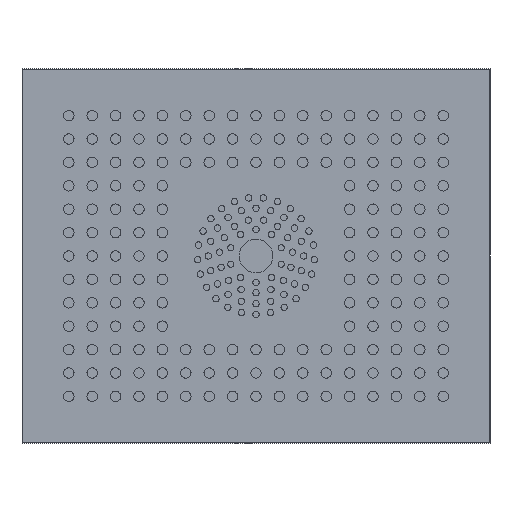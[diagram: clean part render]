
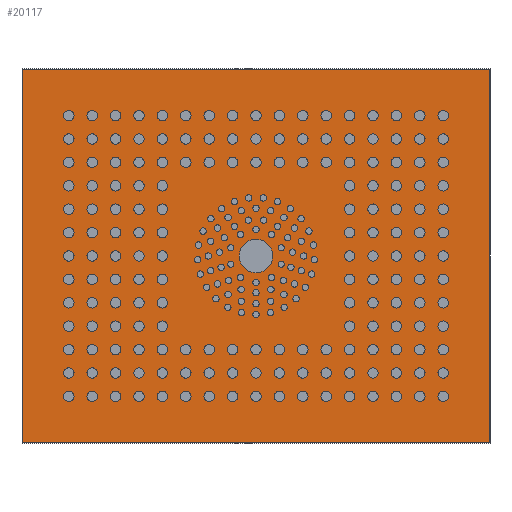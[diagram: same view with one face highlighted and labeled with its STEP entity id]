
A CAD part, front view. The second image highlights one B-rep face of the part: STEP entity #20117.
In plain terms, the highlighted planar face has unit normal (0, -1, 0).
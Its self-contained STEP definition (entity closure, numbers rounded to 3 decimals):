
#64 = AXIS2_PLACEMENT_3D ( 'NONE', #18698, #7902, #7801 ) ;
#732 = VERTEX_POINT ( 'NONE', #6469 ) ;
#1115 = VERTEX_POINT ( 'NONE', #3330 ) ;
#1144 = VERTEX_POINT ( 'NONE', #18989 ) ;
#1543 = ORIENTED_EDGE ( 'NONE', *, *, #8484, .F. ) ;
#2002 = CARTESIAN_POINT ( 'NONE',  ( 149.729, 0., -120. ) ) ;
#2110 = FACE_BOUND ( 'NONE', #3577, .T. ) ;
#2623 = ORIENTED_EDGE ( 'NONE', *, *, #4485, .F. ) ;
#2672 = DIRECTION ( 'NONE',  ( 0., 0., 1. ) ) ;
#3330 = CARTESIAN_POINT ( 'NONE',  ( -149.729, 0., -119.729 ) ) ;
#3550 = DIRECTION ( 'NONE',  ( 0., 1., 0. ) ) ;
#3577 = EDGE_LOOP ( 'NONE', ( #5743, #16681 ) ) ;
#4309 = CARTESIAN_POINT ( 'NONE',  ( -150., 0., -119.729 ) ) ;
#4485 = EDGE_CURVE ( 'NONE', #1115, #12199, #10204, .T. ) ;
#5346 = CIRCLE ( 'NONE', #64, 10.75 ) ;
#5743 = ORIENTED_EDGE ( 'NONE', *, *, #8301, .T. ) ;
#6217 = CARTESIAN_POINT ( 'NONE',  ( 0., 0., 0. ) ) ;
#6291 = VERTEX_POINT ( 'NONE', #7777 ) ;
#6469 = CARTESIAN_POINT ( 'NONE',  ( 149.729, 0., -119.729 ) ) ;
#6758 = FACE_OUTER_BOUND ( 'NONE', #8701, .T. ) ;
#6884 = CARTESIAN_POINT ( 'NONE',  ( -149.729, 0., -120. ) ) ;
#6906 = DIRECTION ( 'NONE',  ( 0., 1., 0. ) ) ;
#6919 = VERTEX_POINT ( 'NONE', #11385 ) ;
#7438 = CIRCLE ( 'NONE', #16059, 10.75 ) ;
#7631 = VECTOR ( 'NONE', #12892, 1000. ) ;
#7669 = VECTOR ( 'NONE', #19663, 1000. ) ;
#7777 = CARTESIAN_POINT ( 'NONE',  ( 149.729, 0., 119.729 ) ) ;
#7801 = DIRECTION ( 'NONE',  ( 0., 0., 1. ) ) ;
#7902 = DIRECTION ( 'NONE',  ( 0., 1., 0. ) ) ;
#8301 = EDGE_CURVE ( 'NONE', #6919, #1144, #5346, .T. ) ;
#8484 = EDGE_CURVE ( 'NONE', #6291, #732, #11628, .T. ) ;
#8659 = VECTOR ( 'NONE', #11857, 1000. ) ;
#8701 = EDGE_LOOP ( 'NONE', ( #2623, #19681, #1543, #11269 ) ) ;
#8771 = CARTESIAN_POINT ( 'NONE',  ( -149.729, 0., 119.729 ) ) ;
#9867 = PLANE ( 'NONE',  #11617 ) ;
#10116 = LINE ( 'NONE', #10215, #11163 ) ;
#10204 = LINE ( 'NONE', #6884, #8659 ) ;
#10215 = CARTESIAN_POINT ( 'NONE',  ( -150., 0., 119.729 ) ) ;
#11163 = VECTOR ( 'NONE', #11672, 1000. ) ;
#11218 = EDGE_CURVE ( 'NONE', #12199, #6291, #10116, .T. ) ;
#11269 = ORIENTED_EDGE ( 'NONE', *, *, #11218, .F. ) ;
#11385 = CARTESIAN_POINT ( 'NONE',  ( 0., 0., -10.75 ) ) ;
#11617 = AXIS2_PLACEMENT_3D ( 'NONE', #14746, #3550, #2672 ) ;
#11628 = LINE ( 'NONE', #2002, #7631 ) ;
#11672 = DIRECTION ( 'NONE',  ( 1., 0., 0. ) ) ;
#11857 = DIRECTION ( 'NONE',  ( 0., 0., 1. ) ) ;
#12199 = VERTEX_POINT ( 'NONE', #8771 ) ;
#12892 = DIRECTION ( 'NONE',  ( 0., 0., -1. ) ) ;
#13297 = EDGE_CURVE ( 'NONE', #1144, #6919, #7438, .T. ) ;
#14746 = CARTESIAN_POINT ( 'NONE',  ( 0., 0., 0. ) ) ;
#16059 = AXIS2_PLACEMENT_3D ( 'NONE', #6217, #6906, #18003 ) ;
#16283 = EDGE_CURVE ( 'NONE', #732, #1115, #16853, .T. ) ;
#16681 = ORIENTED_EDGE ( 'NONE', *, *, #13297, .T. ) ;
#16853 = LINE ( 'NONE', #4309, #7669 ) ;
#18003 = DIRECTION ( 'NONE',  ( 0., 0., 1. ) ) ;
#18698 = CARTESIAN_POINT ( 'NONE',  ( 0., 0., 0. ) ) ;
#18989 = CARTESIAN_POINT ( 'NONE',  ( 0., 0., 10.75 ) ) ;
#19663 = DIRECTION ( 'NONE',  ( -1., 0., 0. ) ) ;
#19681 = ORIENTED_EDGE ( 'NONE', *, *, #16283, .F. ) ;
#20117 = ADVANCED_FACE ( 'NONE', ( #2110, #6758 ), #9867, .F. ) ;
